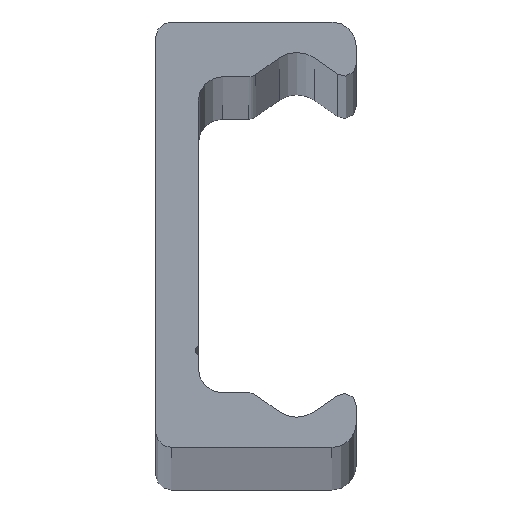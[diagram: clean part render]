
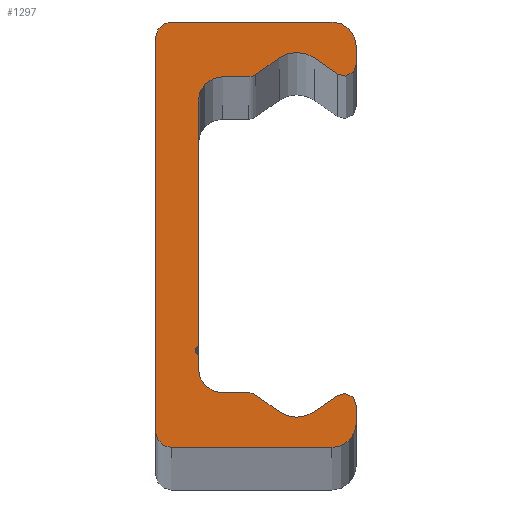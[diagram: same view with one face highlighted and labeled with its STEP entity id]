
A CAD part, top view. The second image highlights one B-rep face of the part: STEP entity #1297.
In plain terms, the highlighted planar face has unit normal (0, 0, 1).
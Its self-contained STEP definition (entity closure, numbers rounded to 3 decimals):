
#34=VECTOR('',#1729,1.);
#39=VECTOR('',#1741,1.);
#43=VECTOR('',#1752,1.);
#47=VECTOR('',#1763,1.);
#51=VECTOR('',#1774,1.);
#55=VECTOR('',#1785,1.);
#59=VECTOR('',#1796,1.);
#63=VECTOR('',#1807,1.);
#67=VECTOR('',#1818,1.);
#71=VECTOR('',#1829,1.);
#75=VECTOR('',#1840,1.);
#79=VECTOR('',#1851,1.);
#83=VECTOR('',#1862,1.);
#86=LINE('',#2074,#34);
#91=LINE('',#2089,#39);
#95=LINE('',#2101,#43);
#99=LINE('',#2113,#47);
#103=LINE('',#2125,#51);
#107=LINE('',#2137,#55);
#111=LINE('',#2149,#59);
#115=LINE('',#2161,#63);
#119=LINE('',#2173,#67);
#123=LINE('',#2185,#71);
#127=LINE('',#2197,#75);
#131=LINE('',#2209,#79);
#135=LINE('',#2221,#83);
#151=PLANE('',#1476);
#253=VERTEX_POINT('',#2075);
#254=VERTEX_POINT('',#2076);
#257=VERTEX_POINT('',#2084);
#259=VERTEX_POINT('',#2090);
#261=VERTEX_POINT('',#2096);
#263=VERTEX_POINT('',#2102);
#265=VERTEX_POINT('',#2108);
#267=VERTEX_POINT('',#2114);
#269=VERTEX_POINT('',#2120);
#271=VERTEX_POINT('',#2126);
#273=VERTEX_POINT('',#2132);
#275=VERTEX_POINT('',#2138);
#277=VERTEX_POINT('',#2144);
#279=VERTEX_POINT('',#2150);
#281=VERTEX_POINT('',#2156);
#283=VERTEX_POINT('',#2162);
#285=VERTEX_POINT('',#2168);
#287=VERTEX_POINT('',#2174);
#289=VERTEX_POINT('',#2180);
#291=VERTEX_POINT('',#2186);
#293=VERTEX_POINT('',#2192);
#295=VERTEX_POINT('',#2198);
#297=VERTEX_POINT('',#2204);
#299=VERTEX_POINT('',#2210);
#301=VERTEX_POINT('',#2216);
#303=VERTEX_POINT('',#2222);
#380=CIRCLE('',#1426,2.);
#382=CIRCLE('',#1430,1.);
#384=CIRCLE('',#1434,2.5);
#386=CIRCLE('',#1438,1.);
#388=CIRCLE('',#1442,2.);
#390=CIRCLE('',#1446,0.5);
#392=CIRCLE('',#1450,2.);
#394=CIRCLE('',#1454,1.);
#396=CIRCLE('',#1458,2.5);
#398=CIRCLE('',#1462,1.);
#400=CIRCLE('',#1466,2.);
#402=CIRCLE('',#1470,1.3);
#404=CIRCLE('',#1474,1.3);
#481=EDGE_CURVE('',#253,#254,#86,.T.);
#485=EDGE_CURVE('',#254,#257,#380,.T.);
#488=EDGE_CURVE('',#257,#259,#91,.T.);
#491=EDGE_CURVE('',#259,#261,#382,.T.);
#494=EDGE_CURVE('',#261,#263,#95,.T.);
#497=EDGE_CURVE('',#263,#265,#384,.T.);
#500=EDGE_CURVE('',#265,#267,#99,.T.);
#503=EDGE_CURVE('',#267,#269,#386,.T.);
#506=EDGE_CURVE('',#269,#271,#103,.T.);
#509=EDGE_CURVE('',#271,#273,#388,.T.);
#512=EDGE_CURVE('',#273,#275,#107,.T.);
#515=EDGE_CURVE('',#275,#277,#390,.T.);
#518=EDGE_CURVE('',#277,#279,#111,.T.);
#521=EDGE_CURVE('',#279,#281,#392,.T.);
#524=EDGE_CURVE('',#281,#283,#115,.T.);
#527=EDGE_CURVE('',#283,#285,#394,.T.);
#530=EDGE_CURVE('',#285,#287,#119,.T.);
#533=EDGE_CURVE('',#287,#289,#396,.T.);
#536=EDGE_CURVE('',#289,#291,#123,.T.);
#539=EDGE_CURVE('',#291,#293,#398,.T.);
#542=EDGE_CURVE('',#293,#295,#127,.T.);
#545=EDGE_CURVE('',#295,#297,#400,.T.);
#548=EDGE_CURVE('',#297,#299,#131,.T.);
#551=EDGE_CURVE('',#299,#301,#402,.T.);
#554=EDGE_CURVE('',#301,#303,#135,.T.);
#557=EDGE_CURVE('',#303,#253,#404,.T.);
#813=ORIENTED_EDGE('',*,*,#481,.F.);
#814=ORIENTED_EDGE('',*,*,#557,.F.);
#815=ORIENTED_EDGE('',*,*,#554,.F.);
#816=ORIENTED_EDGE('',*,*,#551,.F.);
#817=ORIENTED_EDGE('',*,*,#548,.F.);
#818=ORIENTED_EDGE('',*,*,#545,.F.);
#819=ORIENTED_EDGE('',*,*,#542,.F.);
#820=ORIENTED_EDGE('',*,*,#539,.F.);
#821=ORIENTED_EDGE('',*,*,#536,.F.);
#822=ORIENTED_EDGE('',*,*,#533,.F.);
#823=ORIENTED_EDGE('',*,*,#530,.F.);
#824=ORIENTED_EDGE('',*,*,#527,.F.);
#825=ORIENTED_EDGE('',*,*,#524,.F.);
#826=ORIENTED_EDGE('',*,*,#521,.F.);
#827=ORIENTED_EDGE('',*,*,#518,.F.);
#828=ORIENTED_EDGE('',*,*,#515,.F.);
#829=ORIENTED_EDGE('',*,*,#512,.F.);
#830=ORIENTED_EDGE('',*,*,#509,.F.);
#831=ORIENTED_EDGE('',*,*,#506,.F.);
#832=ORIENTED_EDGE('',*,*,#503,.F.);
#833=ORIENTED_EDGE('',*,*,#500,.F.);
#834=ORIENTED_EDGE('',*,*,#497,.F.);
#835=ORIENTED_EDGE('',*,*,#494,.F.);
#836=ORIENTED_EDGE('',*,*,#491,.F.);
#837=ORIENTED_EDGE('',*,*,#488,.F.);
#838=ORIENTED_EDGE('',*,*,#485,.F.);
#1041=EDGE_LOOP('',(#813,#814,#815,#816,#817,#818,#819,#820,#821,#822,#823,
#824,#825,#826,#827,#828,#829,#830,#831,#832,#833,#834,#835,#836,#837,#838));
#1219=FACE_BOUND('',#1041,.T.);
#1297=ADVANCED_FACE('',(#1219),#151,.T.);
#1426=AXIS2_PLACEMENT_3D('',#2083,#1735,#1736);
#1430=AXIS2_PLACEMENT_3D('',#2095,#1746,#1747);
#1434=AXIS2_PLACEMENT_3D('',#2107,#1757,#1758);
#1438=AXIS2_PLACEMENT_3D('',#2119,#1768,#1769);
#1442=AXIS2_PLACEMENT_3D('',#2131,#1779,#1780);
#1446=AXIS2_PLACEMENT_3D('',#2143,#1790,#1791);
#1450=AXIS2_PLACEMENT_3D('',#2155,#1801,#1802);
#1454=AXIS2_PLACEMENT_3D('',#2167,#1812,#1813);
#1458=AXIS2_PLACEMENT_3D('',#2179,#1823,#1824);
#1462=AXIS2_PLACEMENT_3D('',#2191,#1834,#1835);
#1466=AXIS2_PLACEMENT_3D('',#2203,#1845,#1846);
#1470=AXIS2_PLACEMENT_3D('',#2215,#1856,#1857);
#1474=AXIS2_PLACEMENT_3D('',#2227,#1867,#1868);
#1476=AXIS2_PLACEMENT_3D('',#2229,#1871,$);
#1729=DIRECTION('',(1.,0.,0.));
#1735=DIRECTION('',(0.,0.,-1.));
#1736=DIRECTION('',(2.,0.,0.));
#1741=DIRECTION('',(0.,-1.,0.));
#1746=DIRECTION('',(0.,0.,-1.));
#1747=DIRECTION('',(1.,0.,0.));
#1752=DIRECTION('',(-0.819,0.574,0.));
#1757=DIRECTION('',(0.,0.,1.));
#1758=DIRECTION('',(2.5,0.,0.));
#1763=DIRECTION('',(-0.819,-0.574,0.));
#1768=DIRECTION('',(0.,0.,-1.));
#1769=DIRECTION('',(1.,0.,0.));
#1774=DIRECTION('',(-1.,0.,0.));
#1779=DIRECTION('',(0.,0.,1.));
#1780=DIRECTION('',(2.,0.,0.));
#1785=DIRECTION('',(0.,-1.,0.));
#1790=DIRECTION('',(0.,0.,1.));
#1791=DIRECTION('',(0.5,0.,0.));
#1796=DIRECTION('',(0.,-1.,0.));
#1801=DIRECTION('',(0.,0.,1.));
#1802=DIRECTION('',(2.,0.,0.));
#1807=DIRECTION('',(1.,0.,0.));
#1812=DIRECTION('',(0.,0.,-1.));
#1813=DIRECTION('',(1.,0.,0.));
#1818=DIRECTION('',(0.819,-0.574,0.));
#1823=DIRECTION('',(0.,0.,1.));
#1824=DIRECTION('',(2.5,0.,0.));
#1829=DIRECTION('',(0.819,0.574,0.));
#1834=DIRECTION('',(0.,0.,-1.));
#1835=DIRECTION('',(1.,0.,0.));
#1840=DIRECTION('',(0.,-1.,0.));
#1845=DIRECTION('',(0.,0.,-1.));
#1846=DIRECTION('',(2.,0.,0.));
#1851=DIRECTION('',(-1.,0.,0.));
#1856=DIRECTION('',(0.,0.,-1.));
#1857=DIRECTION('',(1.3,0.,0.));
#1862=DIRECTION('',(0.,1.,0.));
#1867=DIRECTION('',(0.,0.,-1.));
#1868=DIRECTION('',(1.3,0.,0.));
#1871=DIRECTION('',(0.,0.,1.));
#2074=CARTESIAN_POINT('',(14.5,17.5,2000.));
#2075=CARTESIAN_POINT('',(1.3,17.5,2000.));
#2076=CARTESIAN_POINT('',(14.5,17.5,2000.));
#2083=CARTESIAN_POINT('',(14.5,15.5,2000.));
#2084=CARTESIAN_POINT('',(16.5,15.5,2000.));
#2089=CARTESIAN_POINT('',(16.5,14.042,2000.));
#2090=CARTESIAN_POINT('',(16.5,14.042,2000.));
#2095=CARTESIAN_POINT('',(15.5,14.042,2000.));
#2096=CARTESIAN_POINT('',(14.926,13.223,2000.));
#2101=CARTESIAN_POINT('',(13.034,14.548,2000.));
#2102=CARTESIAN_POINT('',(13.034,14.548,2000.));
#2107=CARTESIAN_POINT('',(11.6,12.5,2000.));
#2108=CARTESIAN_POINT('',(10.166,14.548,2000.));
#2113=CARTESIAN_POINT('',(8.214,13.181,2000.));
#2114=CARTESIAN_POINT('',(8.214,13.181,2000.));
#2119=CARTESIAN_POINT('',(7.64,14.,2000.));
#2120=CARTESIAN_POINT('',(7.64,13.,2000.));
#2125=CARTESIAN_POINT('',(5.5,13.,2000.));
#2126=CARTESIAN_POINT('',(5.5,13.,2000.));
#2131=CARTESIAN_POINT('',(5.5,11.,2000.));
#2132=CARTESIAN_POINT('',(3.5,11.,2000.));
#2137=CARTESIAN_POINT('',(3.5,-9.067,2000.));
#2138=CARTESIAN_POINT('',(3.5,-9.067,2000.));
#2143=CARTESIAN_POINT('',(3.75,-9.5,2000.));
#2144=CARTESIAN_POINT('',(3.5,-9.933,2000.));
#2149=CARTESIAN_POINT('',(3.5,-11.,2000.));
#2150=CARTESIAN_POINT('',(3.5,-11.,2000.));
#2155=CARTESIAN_POINT('',(5.5,-11.,2000.));
#2156=CARTESIAN_POINT('',(5.5,-13.,2000.));
#2161=CARTESIAN_POINT('',(7.64,-13.,2000.));
#2162=CARTESIAN_POINT('',(7.64,-13.,2000.));
#2167=CARTESIAN_POINT('',(7.64,-14.,2000.));
#2168=CARTESIAN_POINT('',(8.214,-13.181,2000.));
#2173=CARTESIAN_POINT('',(10.166,-14.548,2000.));
#2174=CARTESIAN_POINT('',(10.166,-14.548,2000.));
#2179=CARTESIAN_POINT('',(11.6,-12.5,2000.));
#2180=CARTESIAN_POINT('',(13.034,-14.548,2000.));
#2185=CARTESIAN_POINT('',(14.926,-13.223,2000.));
#2186=CARTESIAN_POINT('',(14.926,-13.223,2000.));
#2191=CARTESIAN_POINT('',(15.5,-14.042,2000.));
#2192=CARTESIAN_POINT('',(16.5,-14.042,2000.));
#2197=CARTESIAN_POINT('',(16.5,-15.5,2000.));
#2198=CARTESIAN_POINT('',(16.5,-15.5,2000.));
#2203=CARTESIAN_POINT('',(14.5,-15.5,2000.));
#2204=CARTESIAN_POINT('',(14.5,-17.5,2000.));
#2209=CARTESIAN_POINT('',(1.3,-17.5,2000.));
#2210=CARTESIAN_POINT('',(1.3,-17.5,2000.));
#2215=CARTESIAN_POINT('',(1.3,-16.2,2000.));
#2216=CARTESIAN_POINT('',(0.,-16.2,2000.));
#2221=CARTESIAN_POINT('',(0.,16.2,2000.));
#2222=CARTESIAN_POINT('',(0.,16.2,2000.));
#2227=CARTESIAN_POINT('',(1.3,16.2,2000.));
#2229=CARTESIAN_POINT('',(5.942,-0.014,2000.));
